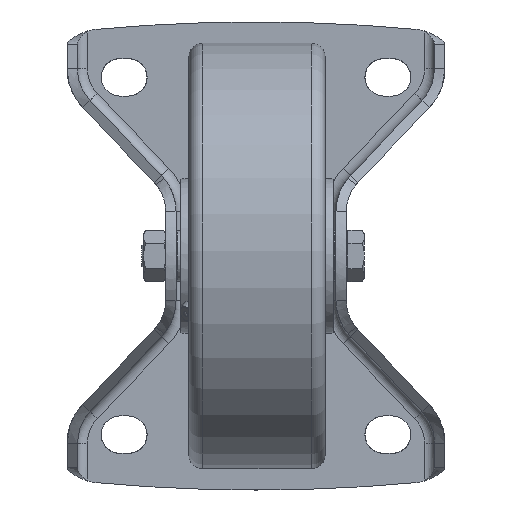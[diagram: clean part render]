
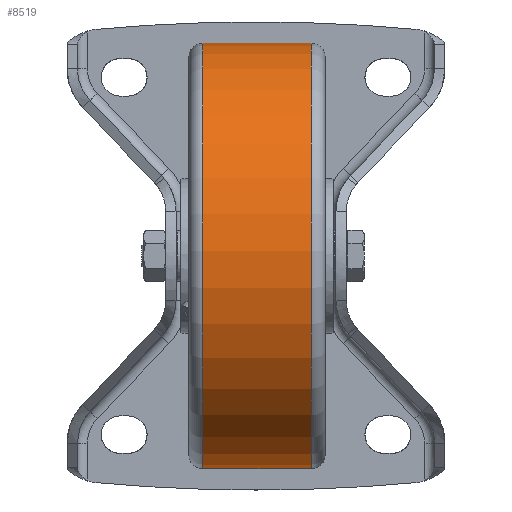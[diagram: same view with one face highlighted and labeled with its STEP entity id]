
A CAD part, front view. The second image highlights one B-rep face of the part: STEP entity #8519.
In plain terms, the highlighted cylindrical face has radius 62.5 mm (diameter 125 mm), a full revolution.
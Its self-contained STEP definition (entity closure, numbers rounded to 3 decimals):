
#2431=FACE_BOUND($,#3150,.T.);
#2569=FACE_OUTER_BOUND($,#3149,.T.);
#3149=EDGE_LOOP($,(#6171));
#3150=EDGE_LOOP($,(#6172));
#3702=CIRCLE($,#9111,62.5);
#3704=CIRCLE($,#9114,62.5);
#3934=VERTEX_POINT($,#14604);
#3936=VERTEX_POINT($,#14609);
#4782=EDGE_CURVE($,#3934,#3934,#3702,.T.);
#4784=EDGE_CURVE($,#3936,#3936,#3704,.T.);
#6171=ORIENTED_EDGE($,*,*,#4784,.F.);
#6172=ORIENTED_EDGE($,*,*,#4782,.F.);
#8384=CYLINDRICAL_SURFACE($,#9113,62.5);
#8519=ADVANCED_FACE($,(#2569,#2431),#8384,.T.);
#9111=AXIS2_PLACEMENT_3D($,#14605,#9881,#9882);
#9113=AXIS2_PLACEMENT_3D($,#14608,#9885,#9886);
#9114=AXIS2_PLACEMENT_3D($,#14610,#9887,#9888);
#9881=DIRECTION('center_axis',(0.,0.,-1.));
#9882=DIRECTION('ref_axis',(-1.,0.,0.));
#9885=DIRECTION('center_axis',(0.,0.,1.));
#9886=DIRECTION('ref_axis',(-1.,0.,0.));
#9887=DIRECTION('center_axis',(0.,0.,1.));
#9888=DIRECTION('ref_axis',(-1.,0.,0.));
#14604=CARTESIAN_POINT('',(62.5,0.,-16.));
#14605=CARTESIAN_POINT('Origin',(0.,0.,-16.));
#14608=CARTESIAN_POINT('Origin',(0.,0.,0.));
#14609=CARTESIAN_POINT('',(62.5,0.,16.));
#14610=CARTESIAN_POINT('Origin',(0.,0.,16.));
